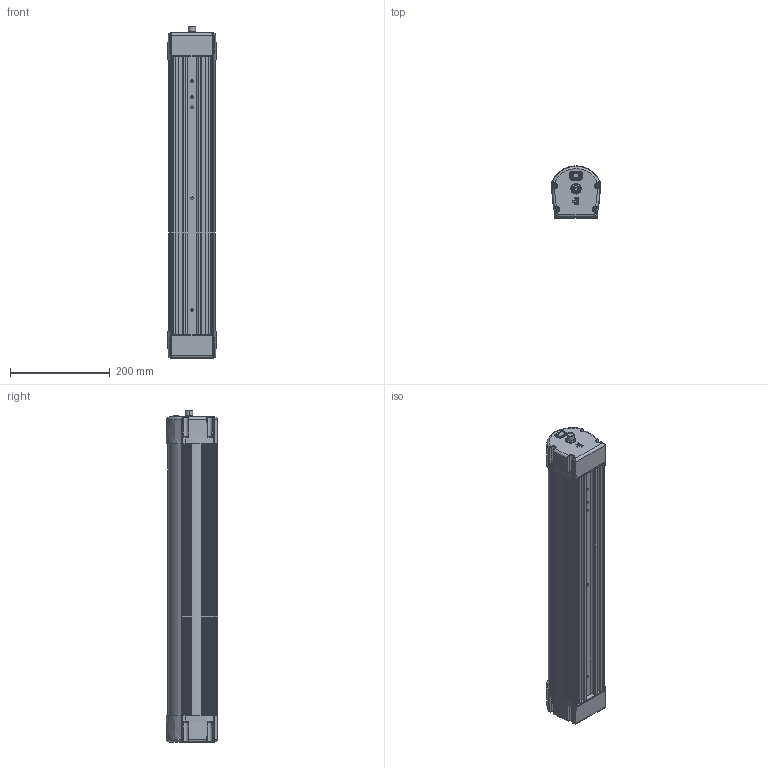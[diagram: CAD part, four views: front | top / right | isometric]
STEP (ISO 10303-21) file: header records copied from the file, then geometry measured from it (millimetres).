
FILE_DESCRIPTION((''),'2;1');
FILE_NAME('183596_ASM','2014-11-03T',('pdmadmin'),(''),'PRO/ENGINEER BY PARAMETRIC TECHNOLOGY CORPORATION, 2013230','PRO/ENGINEER BY PARAMETRIC TECHNOLOGY CORPORATION, 2013230','');
FILE_SCHEMA(('CONFIG_CONTROL_DESIGN'));
Length unit declared in the file: millimetre
Products named in the file (27): 183987; DOLSON_180770; 180775; 180783; 172450; 180781; 181690; WIRE22; WIR18A; TVS2; 0805; 0805C; CON3PHEADERALT; CON3P_MOLEX43650-0318; 181690_ASM; CANAL_MR2-131C__-N__1-10NC; 176197; 176108; 172449; 172447; 172665_AF0; 172675_AF0; 172670_AF0; 170931_ASM; 183113; 108837; 183596_ASM
Assembly tree (45 placements, depth 3):
  183596_ASM
    183987
    DOLSON_180770
    180775  x2
    180783
    172450
    180781
    181690_ASM
      181690
      WIRE22  x3
      WIR18A  x6
      TVS2
      0805
      0805C
      CON3PHEADERALT
      CON3P_MOLEX43650-0318
    CANAL_MR2-131C__-N__1-10NC
    176197
    176108
    170931_ASM
      172449
      172447  x3
      172665_AF0
      172675_AF0
      172670_AF0
    183113  x8
    108837  x3
Bounding box: 97.38 x 103.81 x 664.97 mm (x, y, z)
Volume: 951435.8 mm3; surface area: 867315.1 mm2
Topology: 35 solids, 44 shells, 5988 faces, 18331 edges, 12485 vertices
Faces by surface type: cylinder 2791, plane 1877, bspline 756, cone 298, torus 212, sphere 46, extrusion 8
Entity records: 122912 total; most frequent: CARTESIAN_POINT 44959, ORIENTED_EDGE 16693, DIRECTION 15174, EDGE_CURVE 8557, VERTEX_POINT 5508, AXIS2_PLACEMENT_3D 5117, VECTOR 4940, LINE 4932
